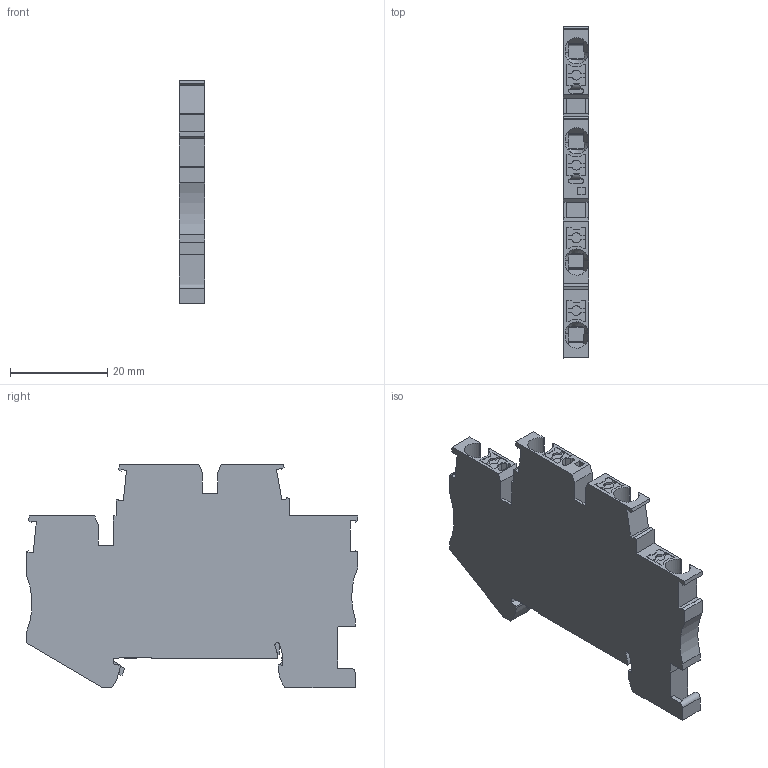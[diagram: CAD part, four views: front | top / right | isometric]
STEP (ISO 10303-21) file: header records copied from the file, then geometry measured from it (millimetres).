
FILE_DESCRIPTION(('Creo Elements/Direct Modeling STEP Export'),'2;1');
FILE_NAME('model.stp','2019-07-26T 0:15:43',(''),(''),'Creo Elements/Direct Modeling STEP processor for AP214 (Solid Model)','Creo Elements/Direct Modeling 20.1A 29-Sep-2018 (C) Parametric Technology GmbH','');
FILE_SCHEMA(('AUTOMOTIVE_DESIGN { 1 0 10303 214 1 1 1 1 }'));
Length unit declared in the file: millimetre
Products named in the file (2): PTTB_2.5_PE-select
Assembly tree (1 placements, depth 2):
  PTTB_2.5_PE-select
    PTTB_2.5_PE-select
Bounding box: 5.15 x 68.15 x 45.85 mm (x, y, z)
Volume: 10802.8 mm3; surface area: 7456.8 mm2
Topology: 1 solids, 1 shells, 308 faces, 898 edges, 599 vertices
Faces by surface type: plane 259, cylinder 31, torus 8, extrusion 6, cone 4
Entity records: 14676 total; most frequent: CARTESIAN_POINT 4108, ORIENTED_EDGE 1796, DIRECTION 1489, EDGE_CURVE 898, VECTOR 743, LINE 737, VERTEX_POINT 599, AXIS2_PLACEMENT_3D 373
